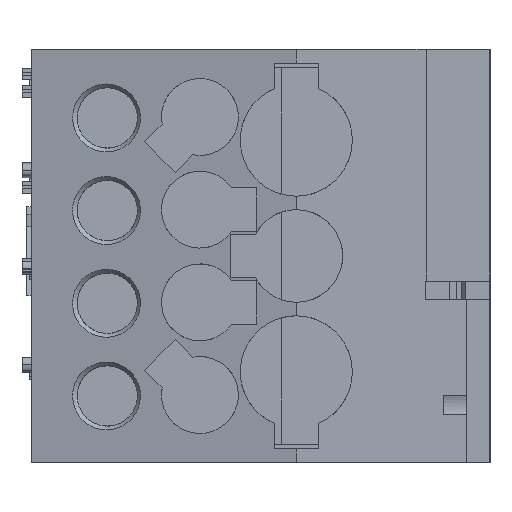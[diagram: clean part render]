
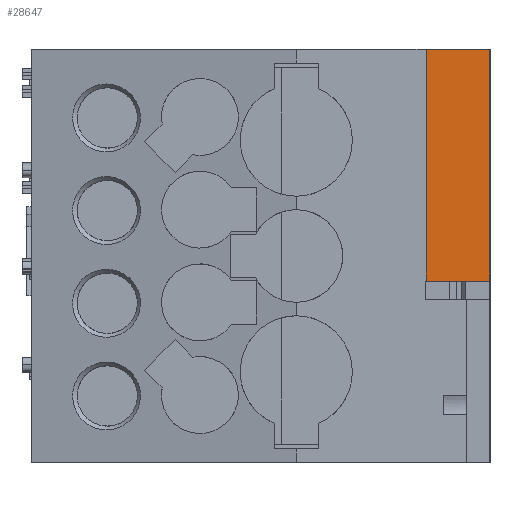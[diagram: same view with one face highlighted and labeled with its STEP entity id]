
A CAD part, left-side view. The second image highlights one B-rep face of the part: STEP entity #28647.
In plain terms, the highlighted planar face has unit normal (-1, 0, 0).
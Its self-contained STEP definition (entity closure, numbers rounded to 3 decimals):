
#14017 = PLANE('',#14018);
#14018 = AXIS2_PLACEMENT_3D('',#14019,#14020,#14021);
#14019 = CARTESIAN_POINT('',(-8.393,17.786,44.6));
#14020 = DIRECTION('',(0.,0.,1.));
#14021 = DIRECTION('',(0.,-1.,0.));
#23657 = PLANE('',#23658);
#23658 = AXIS2_PLACEMENT_3D('',#23659,#23660,#23661);
#23659 = CARTESIAN_POINT('',(37.7,-3.9,0.));
#23660 = DIRECTION('',(0.,-1.,0.));
#23661 = DIRECTION('',(0.,0.,-1.));
#26690 = PLANE('',#26691);
#26691 = AXIS2_PLACEMENT_3D('',#26692,#26693,#26694);
#26692 = CARTESIAN_POINT('',(-17.501,-1.404,19.6));
#26693 = DIRECTION('',(0.,0.,1.));
#26694 = DIRECTION('',(0.,-1.,0.));
#28521 = VERTEX_POINT('',#28522);
#28522 = CARTESIAN_POINT('',(-58.1,-3.9,19.6));
#28574 = VERTEX_POINT('',#28575);
#28575 = CARTESIAN_POINT('',(-58.1,-3.9,44.6));
#28596 = EDGE_CURVE('',#28521,#28574,#28597,.T.);
#28597 = SURFACE_CURVE('',#28598,(#28602,#28609),.PCURVE_S1.);
#28598 = LINE('',#28599,#28600);
#28599 = CARTESIAN_POINT('',(-58.1,-3.9,19.6));
#28600 = VECTOR('',#28601,1.);
#28601 = DIRECTION('',(0.,0.,1.));
#28602 = PCURVE('',#23657,#28603);
#28603 = DEFINITIONAL_REPRESENTATION('',(#28604),#28608);
#28604 = LINE('',#28605,#28606);
#28605 = CARTESIAN_POINT('',(-19.6,-95.8));
#28606 = VECTOR('',#28607,1.);
#28607 = DIRECTION('',(-1.,0.));
#28608 = ( GEOMETRIC_REPRESENTATION_CONTEXT(2) 
PARAMETRIC_REPRESENTATION_CONTEXT() REPRESENTATION_CONTEXT('2D SPACE',''
  ) );
#28609 = PCURVE('',#28610,#28615);
#28610 = PLANE('',#28611);
#28611 = AXIS2_PLACEMENT_3D('',#28612,#28613,#28614);
#28612 = CARTESIAN_POINT('',(-58.1,-3.9,0.));
#28613 = DIRECTION('',(-1.,0.,0.));
#28614 = DIRECTION('',(0.,0.,-1.));
#28615 = DEFINITIONAL_REPRESENTATION('',(#28616),#28620);
#28616 = LINE('',#28617,#28618);
#28617 = CARTESIAN_POINT('',(-19.6,0.));
#28618 = VECTOR('',#28619,1.);
#28619 = DIRECTION('',(-1.,0.));
#28620 = ( GEOMETRIC_REPRESENTATION_CONTEXT(2) 
PARAMETRIC_REPRESENTATION_CONTEXT() REPRESENTATION_CONTEXT('2D SPACE',''
  ) );
#28647 = ADVANCED_FACE('',(#28648),#28610,.T.);
#28648 = FACE_BOUND('',#28649,.T.);
#28649 = EDGE_LOOP('',(#28650,#28673,#28674,#28697));
#28650 = ORIENTED_EDGE('',*,*,#28651,.T.);
#28651 = EDGE_CURVE('',#28652,#28521,#28654,.T.);
#28652 = VERTEX_POINT('',#28653);
#28653 = CARTESIAN_POINT('',(-58.1,3.,19.6));
#28654 = SURFACE_CURVE('',#28655,(#28659,#28666),.PCURVE_S1.);
#28655 = LINE('',#28656,#28657);
#28656 = CARTESIAN_POINT('',(-58.1,3.,19.6));
#28657 = VECTOR('',#28658,1.);
#28658 = DIRECTION('',(0.,-1.,0.));
#28659 = PCURVE('',#28610,#28660);
#28660 = DEFINITIONAL_REPRESENTATION('',(#28661),#28665);
#28661 = LINE('',#28662,#28663);
#28662 = CARTESIAN_POINT('',(-19.6,-6.9));
#28663 = VECTOR('',#28664,1.);
#28664 = DIRECTION('',(0.,1.));
#28665 = ( GEOMETRIC_REPRESENTATION_CONTEXT(2) 
PARAMETRIC_REPRESENTATION_CONTEXT() REPRESENTATION_CONTEXT('2D SPACE',''
  ) );
#28666 = PCURVE('',#26690,#28667);
#28667 = DEFINITIONAL_REPRESENTATION('',(#28668),#28672);
#28668 = LINE('',#28669,#28670);
#28669 = CARTESIAN_POINT('',(-4.404,-40.599));
#28670 = VECTOR('',#28671,1.);
#28671 = DIRECTION('',(1.,0.));
#28672 = ( GEOMETRIC_REPRESENTATION_CONTEXT(2) 
PARAMETRIC_REPRESENTATION_CONTEXT() REPRESENTATION_CONTEXT('2D SPACE',''
  ) );
#28673 = ORIENTED_EDGE('',*,*,#28596,.T.);
#28674 = ORIENTED_EDGE('',*,*,#28675,.T.);
#28675 = EDGE_CURVE('',#28574,#28676,#28678,.T.);
#28676 = VERTEX_POINT('',#28677);
#28677 = CARTESIAN_POINT('',(-58.1,3.,44.6));
#28678 = SURFACE_CURVE('',#28679,(#28683,#28690),.PCURVE_S1.);
#28679 = LINE('',#28680,#28681);
#28680 = CARTESIAN_POINT('',(-58.1,-3.9,44.6));
#28681 = VECTOR('',#28682,1.);
#28682 = DIRECTION('',(0.,1.,0.));
#28683 = PCURVE('',#28610,#28684);
#28684 = DEFINITIONAL_REPRESENTATION('',(#28685),#28689);
#28685 = LINE('',#28686,#28687);
#28686 = CARTESIAN_POINT('',(-44.6,0.));
#28687 = VECTOR('',#28688,1.);
#28688 = DIRECTION('',(0.,-1.));
#28689 = ( GEOMETRIC_REPRESENTATION_CONTEXT(2) 
PARAMETRIC_REPRESENTATION_CONTEXT() REPRESENTATION_CONTEXT('2D SPACE',''
  ) );
#28690 = PCURVE('',#14017,#28691);
#28691 = DEFINITIONAL_REPRESENTATION('',(#28692),#28696);
#28692 = LINE('',#28693,#28694);
#28693 = CARTESIAN_POINT('',(21.686,-49.707));
#28694 = VECTOR('',#28695,1.);
#28695 = DIRECTION('',(-1.,0.));
#28696 = ( GEOMETRIC_REPRESENTATION_CONTEXT(2) 
PARAMETRIC_REPRESENTATION_CONTEXT() REPRESENTATION_CONTEXT('2D SPACE',''
  ) );
#28697 = ORIENTED_EDGE('',*,*,#28698,.F.);
#28698 = EDGE_CURVE('',#28652,#28676,#28699,.T.);
#28699 = SURFACE_CURVE('',#28700,(#28704,#28711),.PCURVE_S1.);
#28700 = LINE('',#28701,#28702);
#28701 = CARTESIAN_POINT('',(-58.1,3.,19.6));
#28702 = VECTOR('',#28703,1.);
#28703 = DIRECTION('',(0.,0.,1.));
#28704 = PCURVE('',#28610,#28705);
#28705 = DEFINITIONAL_REPRESENTATION('',(#28706),#28710);
#28706 = LINE('',#28707,#28708);
#28707 = CARTESIAN_POINT('',(-19.6,-6.9));
#28708 = VECTOR('',#28709,1.);
#28709 = DIRECTION('',(-1.,0.));
#28710 = ( GEOMETRIC_REPRESENTATION_CONTEXT(2) 
PARAMETRIC_REPRESENTATION_CONTEXT() REPRESENTATION_CONTEXT('2D SPACE',''
  ) );
#28711 = PCURVE('',#28712,#28717);
#28712 = PLANE('',#28713);
#28713 = AXIS2_PLACEMENT_3D('',#28714,#28715,#28716);
#28714 = CARTESIAN_POINT('',(-58.1,3.,0.));
#28715 = DIRECTION('',(0.,1.,0.));
#28716 = DIRECTION('',(0.,0.,1.));
#28717 = DEFINITIONAL_REPRESENTATION('',(#28718),#28722);
#28718 = LINE('',#28719,#28720);
#28719 = CARTESIAN_POINT('',(19.6,0.));
#28720 = VECTOR('',#28721,1.);
#28721 = DIRECTION('',(1.,0.));
#28722 = ( GEOMETRIC_REPRESENTATION_CONTEXT(2) 
PARAMETRIC_REPRESENTATION_CONTEXT() REPRESENTATION_CONTEXT('2D SPACE',''
  ) );
